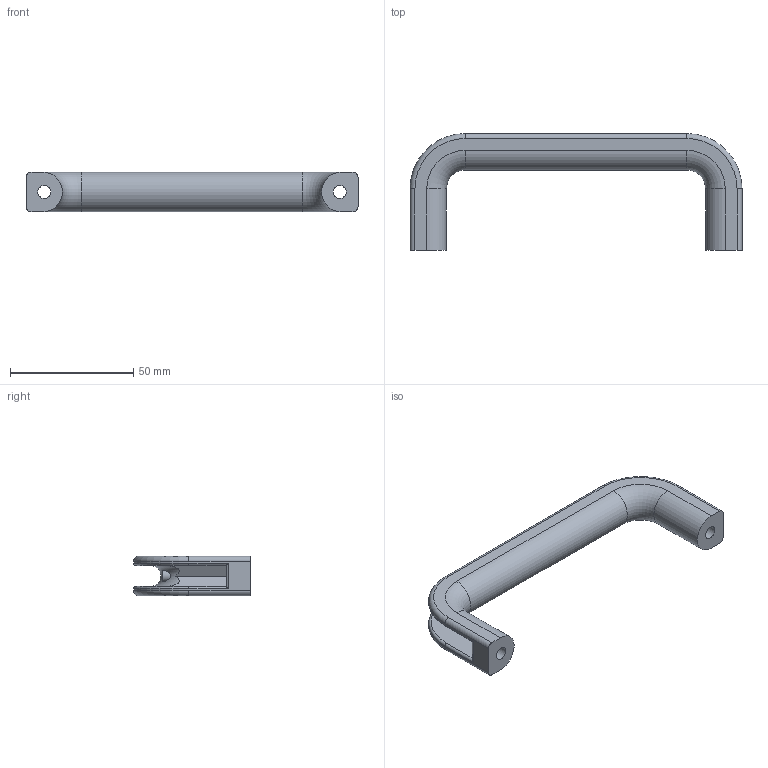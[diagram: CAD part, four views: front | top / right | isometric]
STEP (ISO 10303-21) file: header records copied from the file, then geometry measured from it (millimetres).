
FILE_DESCRIPTION((''),'2;1');
FILE_NAME('Syskomp 402750010 Handgriff PA120.stp','2013-10-10T08:44:47',('mstrom'),(''),'Autodesk Inventor 2012','Autodesk Inventor 2012','');
FILE_SCHEMA(('AUTOMOTIVE_DESIGN { 1 0 10303 214 1 1 1 1 }'));
Length unit declared in the file: millimetre
Products named in the file (1): Syskomp 402750010 Handgriff PA120
Bounding box: 134.8 x 47.4 x 16 mm (x, y, z)
Volume: 23126.4 mm3; surface area: 13947.2 mm2
Topology: 1 solids, 1 shells, 62 faces, 160 edges, 102 vertices
Faces by surface type: cylinder 26, plane 24, torus 12
Full cylindrical faces by diameter (mm): 4.5 x2, 5.3 x2
Entity records: 2062 total; most frequent: CARTESIAN_POINT 499, DIRECTION 332, ORIENTED_EDGE 312, EDGE_CURVE 156, AXIS2_PLACEMENT_3D 125, VERTEX_POINT 102, VECTOR 82, LINE 82
